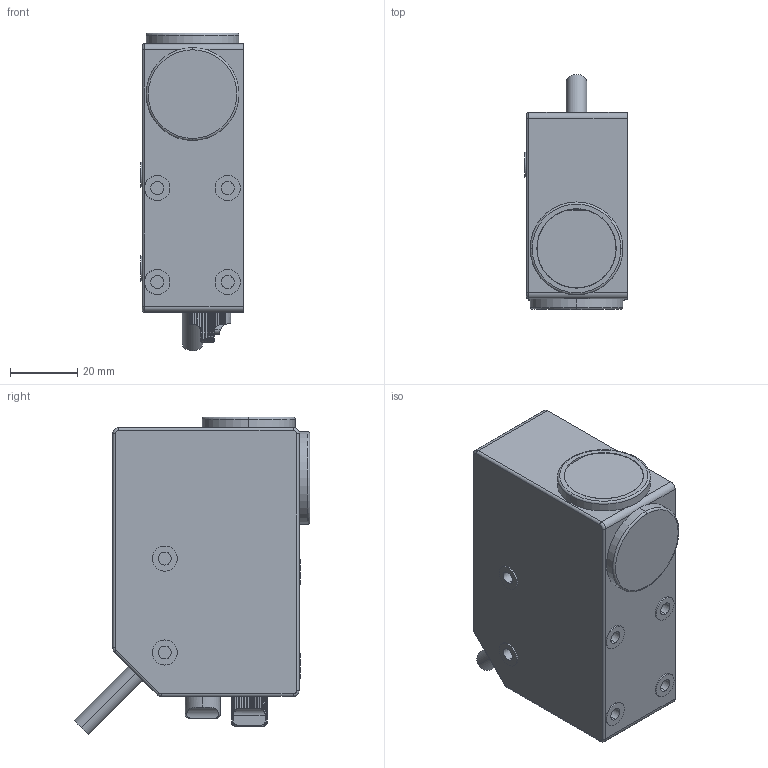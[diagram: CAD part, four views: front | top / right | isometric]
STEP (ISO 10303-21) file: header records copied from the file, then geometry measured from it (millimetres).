
FILE_DESCRIPTION((''),'2;1');
FILE_NAME('141703_ASM','2023-04-28T10:57:25',('banengservice'),('BANNER ENGINEERING'),'CREO PARAMETRIC BY PTC INC, 2022414','CREO PARAMETRIC BY PTC INC, 2022414','');
FILE_SCHEMA(('CONFIG_CONTROL_DESIGN'));
Length unit declared in the file: inch
Products named in the file (12): 44225; 44819; 45483; 45482; 44811; 49566_ASM; 49344; 45484; CABLE_240; 44816; 48301_WEB_ASM; 141703_ASM
Assembly tree (11 placements, depth 4):
  141703_ASM
    48301_WEB_ASM
      44225
      44819
      45483
      49566_ASM
        45482
        44811
      49344
      45484
      CABLE_240
      44816
Bounding box: 30.45 x 70.16 x 94.7 mm (x, y, z)
Volume: 46906.3 mm3; surface area: 42297.6 mm2
Topology: 9 solids, 9 shells, 766 faces, 1952 edges, 1229 vertices
Faces by surface type: plane 334, cylinder 302, torus 62, sphere 35, bspline 21, cone 10, revolution 2
Entity records: 25338 total; most frequent: CARTESIAN_POINT 6516, DIRECTION 3943, ORIENTED_EDGE 3862, EDGE_CURVE 1931, AXIS2_PLACEMENT_3D 1438, VERTEX_POINT 1229, VECTOR 1065, LINE 1065
